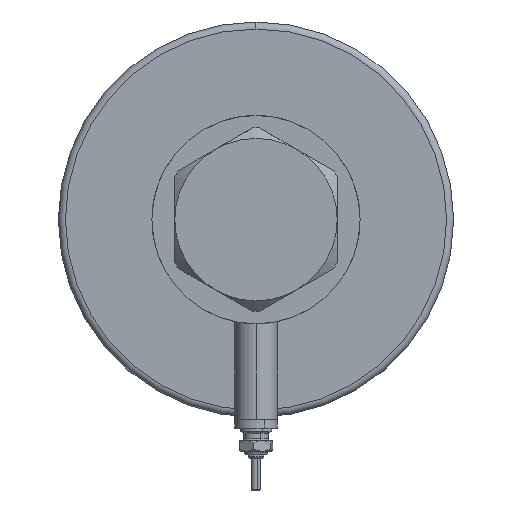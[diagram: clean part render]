
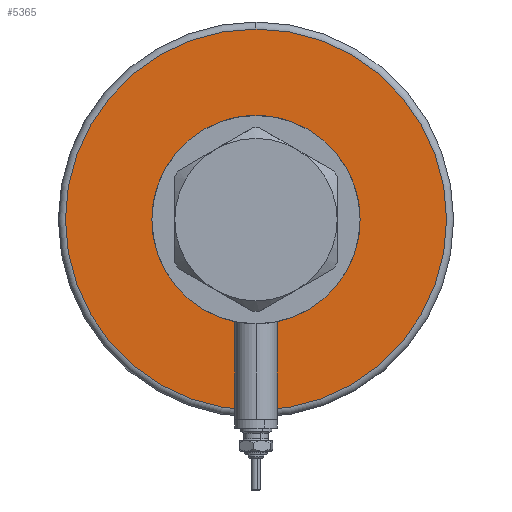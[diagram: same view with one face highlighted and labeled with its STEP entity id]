
A CAD part, left-side view. The second image highlights one B-rep face of the part: STEP entity #5365.
In plain terms, the highlighted face is planar.
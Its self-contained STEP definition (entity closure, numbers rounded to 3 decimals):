
#30 = EDGE_LOOP ( 'NONE', ( #3909, #1164 ) ) ;
#160 = CARTESIAN_POINT ( 'NONE',  ( -24., 0., 0. ) ) ;
#343 = CIRCLE ( 'NONE', #3916, 54. ) ;
#377 = DIRECTION ( 'NONE',  ( 1., 0., 0. ) ) ;
#751 = VERTEX_POINT ( 'NONE', #160 ) ;
#755 = DIRECTION ( 'NONE',  ( 1., 0., 0. ) ) ;
#896 = EDGE_CURVE ( 'NONE', #6304, #6299, #343, .T. ) ;
#980 = DIRECTION ( 'NONE',  ( 1., 0., 0. ) ) ;
#1090 = CIRCLE ( 'NONE', #2703, 54. ) ;
#1101 = ORIENTED_EDGE ( 'NONE', *, *, #4273, .T. ) ;
#1164 = ORIENTED_EDGE ( 'NONE', *, *, #3482, .T. ) ;
#1556 = FACE_BOUND ( 'NONE', #30, .T. ) ;
#1599 = AXIS2_PLACEMENT_3D ( 'NONE', #5131, #4687, #755 ) ;
#1618 = CARTESIAN_POINT ( 'NONE',  ( 24., 0., 0. ) ) ;
#1795 = CIRCLE ( 'NONE', #1599, 24. ) ;
#1909 = AXIS2_PLACEMENT_3D ( 'NONE', #3279, #6199, #377 ) ;
#2391 = DIRECTION ( 'NONE',  ( 1., 0., 0. ) ) ;
#2516 = AXIS2_PLACEMENT_3D ( 'NONE', #5813, #5344, #980 ) ;
#2693 = CIRCLE ( 'NONE', #1909, 24. ) ;
#2703 = AXIS2_PLACEMENT_3D ( 'NONE', #4636, #4161, #6088 ) ;
#2870 = DIRECTION ( 'NONE',  ( 0., 0., -1. ) ) ;
#2952 = ORIENTED_EDGE ( 'NONE', *, *, #896, .T. ) ;
#3279 = CARTESIAN_POINT ( 'NONE',  ( 0., 0., 0. ) ) ;
#3476 = PLANE ( 'NONE',  #2516 ) ;
#3482 = EDGE_CURVE ( 'NONE', #751, #4877, #2693, .T. ) ;
#3737 = EDGE_CURVE ( 'NONE', #4877, #751, #1795, .T. ) ;
#3741 = CARTESIAN_POINT ( 'NONE',  ( -54., 0., 0. ) ) ;
#3909 = ORIENTED_EDGE ( 'NONE', *, *, #3737, .T. ) ;
#3916 = AXIS2_PLACEMENT_3D ( 'NONE', #5805, #2870, #2391 ) ;
#4161 = DIRECTION ( 'NONE',  ( 0., 0., -1. ) ) ;
#4191 = CARTESIAN_POINT ( 'NONE',  ( 54., 0., 0. ) ) ;
#4273 = EDGE_CURVE ( 'NONE', #6299, #6304, #1090, .T. ) ;
#4636 = CARTESIAN_POINT ( 'NONE',  ( 0., 0., 0. ) ) ;
#4687 = DIRECTION ( 'NONE',  ( 0., 0., 1. ) ) ;
#4707 = EDGE_LOOP ( 'NONE', ( #1101, #2952 ) ) ;
#4877 = VERTEX_POINT ( 'NONE', #1618 ) ;
#5131 = CARTESIAN_POINT ( 'NONE',  ( 0., 0., 0. ) ) ;
#5344 = DIRECTION ( 'NONE',  ( 0., 0., 1. ) ) ;
#5365 = ADVANCED_FACE ( 'NONE', ( #5902, #1556 ), #3476, .F. ) ;
#5805 = CARTESIAN_POINT ( 'NONE',  ( 0., 0., 0. ) ) ;
#5813 = CARTESIAN_POINT ( 'NONE',  ( 0., 0., 0. ) ) ;
#5902 = FACE_OUTER_BOUND ( 'NONE', #4707, .T. ) ;
#6088 = DIRECTION ( 'NONE',  ( 1., 0., 0. ) ) ;
#6199 = DIRECTION ( 'NONE',  ( 0., 0., 1. ) ) ;
#6299 = VERTEX_POINT ( 'NONE', #4191 ) ;
#6304 = VERTEX_POINT ( 'NONE', #3741 ) ;
